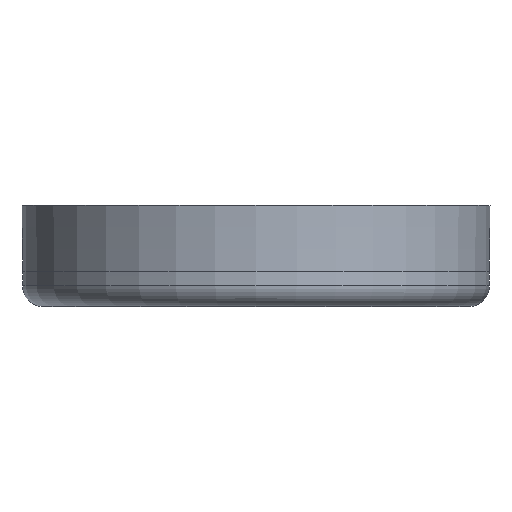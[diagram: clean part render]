
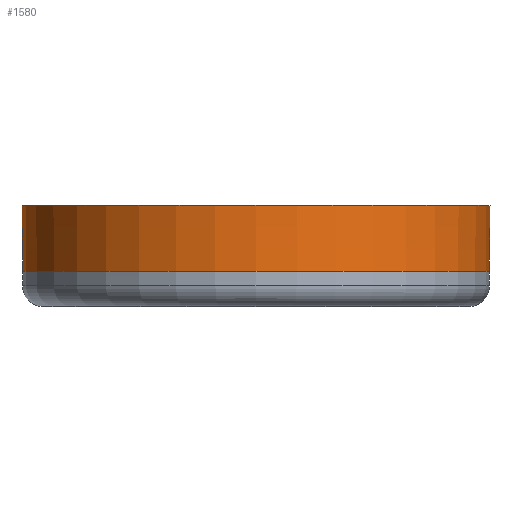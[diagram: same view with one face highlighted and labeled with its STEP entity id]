
A CAD part, top view. The second image highlights one B-rep face of the part: STEP entity #1580.
In plain terms, the highlighted toroidal (fillet/blend) face has major radius 5319 mm and minor radius 5000 mm.
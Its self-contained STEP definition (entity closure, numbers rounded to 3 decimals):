
#85 = AXIS2_PLACEMENT_3D ( 'NONE', #2779, #2788, #2777 ) ;
#566 = ORIENTED_EDGE ( 'NONE', *, *, #3374, .T. ) ;
#575 = ORIENTED_EDGE ( 'NONE', *, *, #3356, .F. ) ;
#578 = ORIENTED_EDGE ( 'NONE', *, *, #3381, .T. ) ;
#579 = ORIENTED_EDGE ( 'NONE', *, *, #3334, .T. ) ;
#868 = DIRECTION ( 'NONE',  ( -1., 0., 0. ) ) ;
#869 = DIRECTION ( 'NONE',  ( 0., 1., 0. ) ) ;
#881 = CARTESIAN_POINT ( 'NONE',  ( 0., 35.878, 0. ) ) ;
#1112 = DIRECTION ( 'NONE',  ( 0., 0., -1. ) ) ;
#1114 = DIRECTION ( 'NONE',  ( 0., -1., 0. ) ) ;
#1128 = CARTESIAN_POINT ( 'NONE',  ( 0., 126., 0. ) ) ;
#1134 = DIRECTION ( 'NONE',  ( -1., 0., 0. ) ) ;
#1135 = DIRECTION ( 'NONE',  ( 0., 0., -1. ) ) ;
#1136 = CARTESIAN_POINT ( 'NONE',  ( -5318.997, 35.878, 0. ) ) ;
#1420 = DIRECTION ( 'NONE',  ( 1., 0., 0. ) ) ;
#1421 = DIRECTION ( 'NONE',  ( 0., 0., 1. ) ) ;
#1423 = CARTESIAN_POINT ( 'NONE',  ( 5318.997, 35.878, 0. ) ) ;
#1555 = AXIS2_PLACEMENT_3D ( 'NONE', #1128, #1114, #1112 ) ;
#1580 = ADVANCED_FACE ( 'NONE', ( #3438 ), #3431, .F. ) ;
#1654 = CIRCLE ( 'NONE', #1555, 319.81 ) ;
#1663 = CIRCLE ( 'NONE', #1789, 5000. ) ;
#1683 = CIRCLE ( 'NONE', #3397, 5000. ) ;
#1709 = CIRCLE ( 'NONE', #3306, 318.997 ) ;
#1789 = AXIS2_PLACEMENT_3D ( 'NONE', #1136, #1135, #1134 ) ;
#2078 = CARTESIAN_POINT ( 'NONE',  ( 318.997, 35.878, 0. ) ) ;
#2079 = CARTESIAN_POINT ( 'NONE',  ( -318.997, 35.878, 0. ) ) ;
#2156 = CARTESIAN_POINT ( 'NONE',  ( 319.81, 126., 0. ) ) ;
#2166 = CARTESIAN_POINT ( 'NONE',  ( -319.81, 126., 0. ) ) ;
#2632 = VERTEX_POINT ( 'NONE', #2166 ) ;
#2752 = VERTEX_POINT ( 'NONE', #2156 ) ;
#2777 = DIRECTION ( 'NONE',  ( -1., 0., 0. ) ) ;
#2779 = CARTESIAN_POINT ( 'NONE',  ( 0., 35.878, 0. ) ) ;
#2788 = DIRECTION ( 'NONE',  ( 0., 1., 0. ) ) ;
#3204 = VERTEX_POINT ( 'NONE', #2079 ) ;
#3207 = VERTEX_POINT ( 'NONE', #2078 ) ;
#3306 = AXIS2_PLACEMENT_3D ( 'NONE', #881, #869, #868 ) ;
#3334 = EDGE_CURVE ( 'NONE', #3204, #3207, #1709, .T. ) ;
#3356 = EDGE_CURVE ( 'NONE', #2752, #3207, #1683, .T. ) ;
#3374 = EDGE_CURVE ( 'NONE', #2632, #3204, #1663, .T. ) ;
#3381 = EDGE_CURVE ( 'NONE', #2752, #2632, #1654, .T. ) ;
#3397 = AXIS2_PLACEMENT_3D ( 'NONE', #1423, #1421, #1420 ) ;
#3431 = TOROIDAL_SURFACE ( 'NONE', #85, 5318.997, 5000. ) ;
#3438 = FACE_OUTER_BOUND ( 'NONE', #3723, .T. ) ;
#3723 = EDGE_LOOP ( 'NONE', ( #566, #579, #575, #578 ) ) ;
